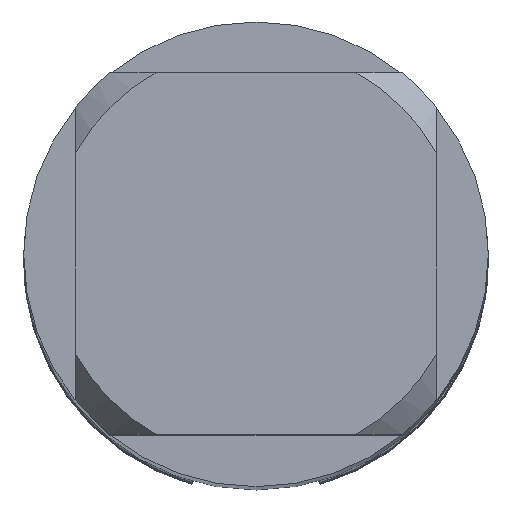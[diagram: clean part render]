
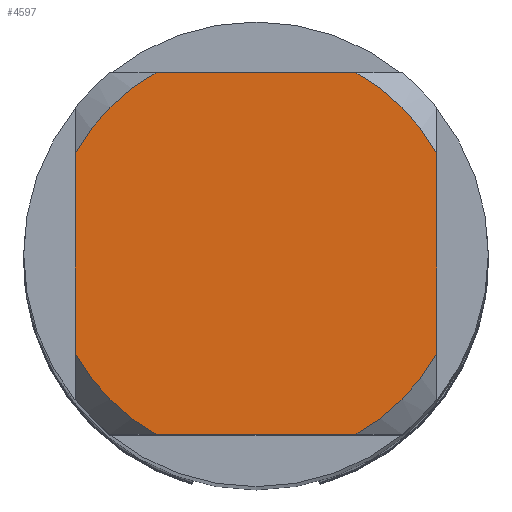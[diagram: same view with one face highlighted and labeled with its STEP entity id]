
A CAD part, top view. The second image highlights one B-rep face of the part: STEP entity #4597.
In plain terms, the highlighted planar face has unit normal (0, 0, 1).
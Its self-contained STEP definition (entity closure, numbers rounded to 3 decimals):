
#2825=EDGE_CURVE('',#6593,#4561,#8188,.T.);
#4133=VERTEX_POINT('',#9615);
#4561=VERTEX_POINT('',#10080);
#4597=ADVANCED_FACE('',(#10121),#10122,.T.);
#4601=VERTEX_POINT('',#10126);
#4871=VERTEX_POINT('',#10416);
#5097=VERTEX_POINT('',#10661);
#5339=VERTEX_POINT('',#10928);
#5547=EDGE_CURVE('',#6593,#6173,#11155,.T.);
#5559=EDGE_CURVE('',#5097,#6173,#11167,.T.);
#6173=VERTEX_POINT('',#11840);
#6261=EDGE_CURVE('',#4871,#4561,#11936,.T.);
#6593=VERTEX_POINT('',#12304);
#6831=EDGE_CURVE('',#4871,#4133,#12561,.T.);
#7047=EDGE_CURVE('',#5097,#5339,#12788,.T.);
#7087=EDGE_CURVE('',#4601,#4133,#12834,.T.);
#7477=EDGE_CURVE('',#4601,#5339,#13250,.T.);
#8188=LINE('',#14078,#14079);
#9615=CARTESIAN_POINT('',(-1.936,3.5,0.0));
#10080=CARTESIAN_POINT('',(3.5,1.936,0.0));
#10121=FACE_OUTER_BOUND('',#17595,.T.);
#10122=PLANE('',#17596);
#10126=CARTESIAN_POINT('',(-3.5,1.936,0.0));
#10416=CARTESIAN_POINT('',(1.936,3.5,0.0));
#10661=CARTESIAN_POINT('',(-1.936,-3.5,0.0));
#10928=CARTESIAN_POINT('',(-3.5,-1.936,0.0));
#11155=CIRCLE('',#19428,4.0);
#11167=LINE('',#19453,#19454);
#11840=CARTESIAN_POINT('',(1.936,-3.5,0.0));
#11936=CIRCLE('',#20687,4.0);
#12304=CARTESIAN_POINT('',(3.5,-1.936,0.0));
#12561=LINE('',#21716,#21717);
#12788=CIRCLE('',#22182,4.0);
#12834=CIRCLE('',#22248,4.0);
#13250=LINE('',#23053,#23054);
#14078=CARTESIAN_POINT('',(3.5,1.0,0.0));
#14079=VECTOR('',#24248,1.0);
#17595=EDGE_LOOP('',(#26346,#26347,#26348,#26349,#26350,#26351,#26352,#26353));
#17596=AXIS2_PLACEMENT_3D('',#26354,#26355,#26356);
#19428=AXIS2_PLACEMENT_3D('',#27531,#27532,#27533);
#19453=CARTESIAN_POINT('',(0.0,-3.5,0.0));
#19454=VECTOR('',#27536,1.0);
#20687=AXIS2_PLACEMENT_3D('',#28602,#28603,#28604);
#21716=CARTESIAN_POINT('',(0.0,3.5,0.0));
#21717=VECTOR('',#29263,1.0);
#22182=AXIS2_PLACEMENT_3D('',#29434,#29435,#29436);
#22248=AXIS2_PLACEMENT_3D('',#29500,#29501,#29502);
#23053=CARTESIAN_POINT('',(-3.5,1.0,0.0));
#23054=VECTOR('',#30070,1.0);
#24248=DIRECTION('',(-0.0,1.0,0.0));
#26346=ORIENTED_EDGE('',*,*,#7477,.T.);
#26347=ORIENTED_EDGE('',*,*,#7047,.F.);
#26348=ORIENTED_EDGE('',*,*,#5559,.T.);
#26349=ORIENTED_EDGE('',*,*,#5547,.F.);
#26350=ORIENTED_EDGE('',*,*,#2825,.T.);
#26351=ORIENTED_EDGE('',*,*,#6261,.F.);
#26352=ORIENTED_EDGE('',*,*,#6831,.T.);
#26353=ORIENTED_EDGE('',*,*,#7087,.F.);
#26354=CARTESIAN_POINT('',(0.0,2.0,0.0));
#26355=DIRECTION('',(-0.0,0.0,1.0));
#26356=DIRECTION('',(0.0,-1.0,0.0));
#27531=CARTESIAN_POINT('',(0.0,0.0,0.0));
#27532=DIRECTION('',(0.0,0.0,-1.0));
#27533=DIRECTION('',(0.0,1.0,0.0));
#27536=DIRECTION('',(1.0,0.0,0.0));
#28602=CARTESIAN_POINT('',(0.0,0.0,0.0));
#28603=DIRECTION('',(0.0,0.0,-1.0));
#28604=DIRECTION('',(0.0,1.0,0.0));
#29263=DIRECTION('',(-1.0,0.0,0.0));
#29434=CARTESIAN_POINT('',(0.0,0.0,0.0));
#29435=DIRECTION('',(0.0,0.0,-1.0));
#29436=DIRECTION('',(0.0,1.0,0.0));
#29500=CARTESIAN_POINT('',(0.0,0.0,0.0));
#29501=DIRECTION('',(0.0,0.0,-1.0));
#29502=DIRECTION('',(0.0,1.0,0.0));
#30070=DIRECTION('',(-0.0,-1.0,0.0));
